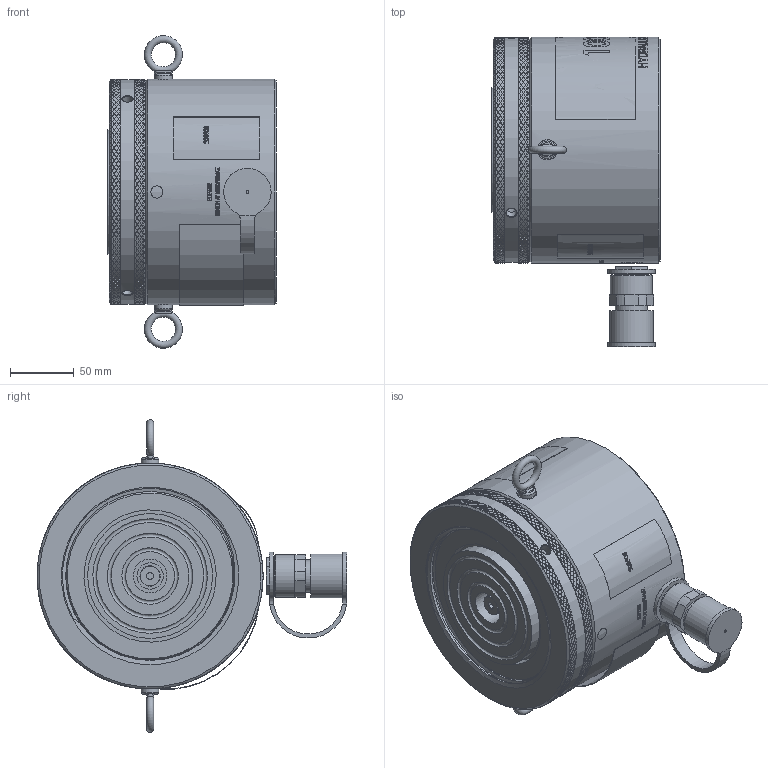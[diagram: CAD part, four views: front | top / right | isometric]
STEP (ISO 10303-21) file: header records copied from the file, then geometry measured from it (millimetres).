
FILE_DESCRIPTION (( 'STEP AP203' ), '1' );
FILE_NAME ('DER21014947 RGP1102.STEP', '2025-01-21T13:46:22', ( '' ), ( '' ), 'SwSTEP 2.0', 'SolidWorks 2022', '' );
FILE_SCHEMA (( 'CONFIG_CONTROL_DESIGN' ));
Length unit declared in the file: inch
Products named in the file (1): DER21014947 RGP1102
Bounding box: 132.28 x 243.76 x 246.04 mm (x, y, z)
Surface area: 329282.4 mm2 (no closed solid volume)
Topology: 0 solids, 425 shells, 4652 faces, 17482 edges, 13042 vertices
Faces by surface type: bspline 3200, cylinder 1303, plane 111, cone 29, torus 9
Full cylindrical faces by diameter (mm): 2.159 x1, 8.128 x3, 9.525 x1, 14 x2, 15.875 x2, 25.4 x1, 26.568 x1, 33.147 x1, 34.544 x1, 98.298 x1, 104.14 x1, 177.089 x1, 177.8 x2
Entity records: 239150 total; most frequent: CARTESIAN_POINT 154221, ORIENTED_EDGE 24026, EDGE_CURVE 17421, VERTEX_POINT 13027, DIRECTION 5384, EDGE_LOOP 4796, FACE_OUTER_BOUND 4673, ADVANCED_FACE 4651
